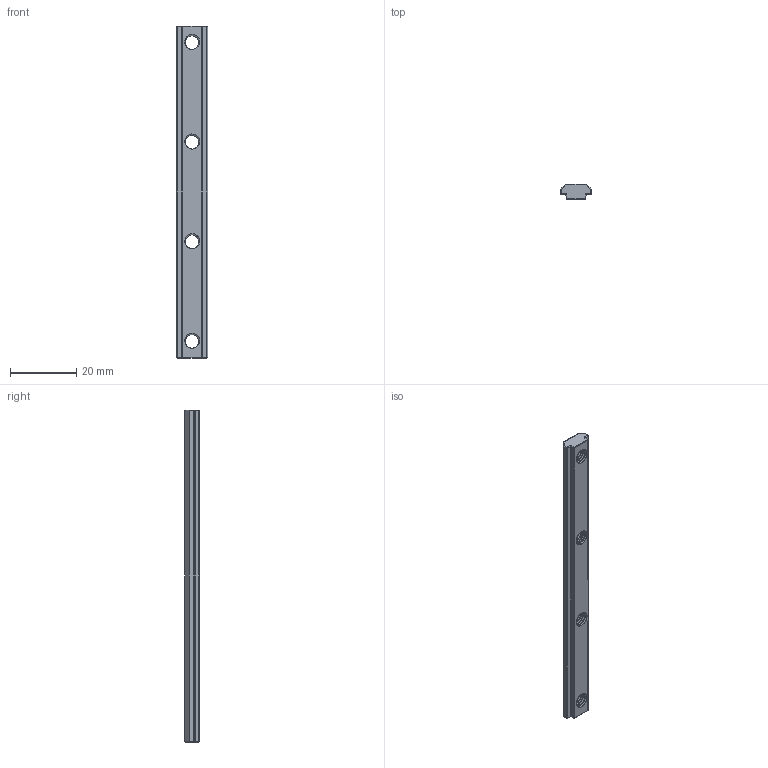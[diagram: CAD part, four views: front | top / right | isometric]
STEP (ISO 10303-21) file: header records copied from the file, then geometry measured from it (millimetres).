
FILE_DESCRIPTION (( 'STEP AP203' ), '1' );
FILE_NAME ('AL-3.51.06 Ñóõàðü ïàçîâûé ïàç 6, 100 ìì, Ì5.STEP', '2024-07-15T10:59:30', ( '' ), ( '' ), 'SwSTEP 2.0', 'SolidWorks 2021', '' );
FILE_SCHEMA (( 'CONFIG_CONTROL_DESIGN' ));
Length unit declared in the file: millimetre
Products named in the file (1): AL-3.51.06 Ñóõàðü ïàçîâûé ïàç 6, 100 ìì, Ì5
Bounding box: 9.4 x 4.5 x 100 mm (x, y, z)
Volume: 3183 mm3; surface area: 2873.3 mm2
Topology: 1 solids, 1 shells, 126 faces, 320 edges, 184 vertices
Faces by surface type: cylinder 78, bspline 32, plane 16
Entity records: 9933 total; most frequent: CARTESIAN_POINT 7293, ORIENTED_EDGE 616, DIRECTION 462, EDGE_CURVE 308, VERTEX_POINT 184, AXIS2_PLACEMENT_3D 171, EDGE_LOOP 134, FACE_OUTER_BOUND 126
